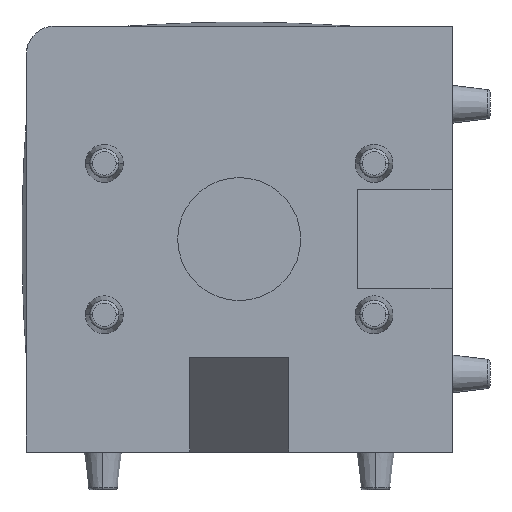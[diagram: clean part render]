
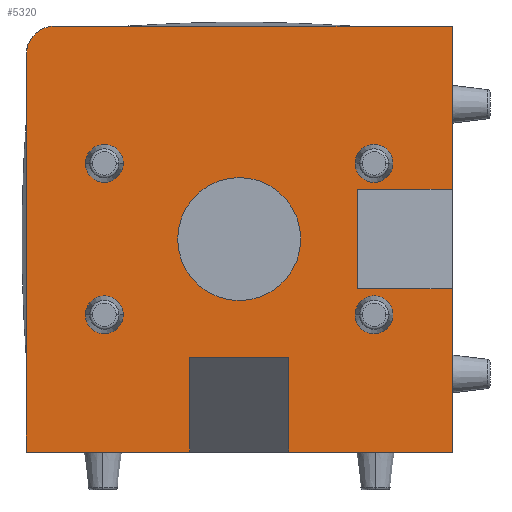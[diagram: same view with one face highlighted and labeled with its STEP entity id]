
A CAD part, front view. The second image highlights one B-rep face of the part: STEP entity #5320.
In plain terms, the highlighted face is planar.
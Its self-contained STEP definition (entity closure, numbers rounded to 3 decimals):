
#2798=DIRECTION('',(0.,0.,1.));
#2799=VECTOR('',#2798,10.);
#2800=CARTESIAN_POINT('',(22.5,5.25,-22.5));
#2801=LINE('',#2800,#2799);
#2819=CARTESIAN_POINT('',(22.5,-19.5,19.5));
#2820=DIRECTION('',(1.,0.,0.));
#2821=DIRECTION('',(0.,0.,1.));
#2822=AXIS2_PLACEMENT_3D('',#2819,#2820,#2821);
#2827=DIRECTION('',(0.,-1.,0.));
#2828=VECTOR('',#2827,42.);
#2829=CARTESIAN_POINT('',(22.5,22.5,22.5));
#2830=LINE('',#2829,#2828);
#2834=DIRECTION('',(0.,0.,1.));
#2835=VECTOR('',#2834,17.25);
#2836=CARTESIAN_POINT('',(22.5,22.5,5.25));
#2837=LINE('',#2836,#2835);
#2841=DIRECTION('',(0.,-1.,0.));
#2842=VECTOR('',#2841,10.);
#2843=CARTESIAN_POINT('',(22.5,22.5,-5.25));
#2844=LINE('',#2843,#2842);
#2848=DIRECTION('',(0.,0.,1.));
#2849=VECTOR('',#2848,17.25);
#2850=CARTESIAN_POINT('',(22.5,22.5,-22.5));
#2851=LINE('',#2850,#2849);
#2855=DIRECTION('',(0.,0.,1.));
#2856=VECTOR('',#2855,10.);
#2857=CARTESIAN_POINT('',(22.5,-5.25,-22.5));
#2858=LINE('',#2857,#2856);
#2862=CARTESIAN_POINT('',(22.5,14.25,-8.));
#2863=DIRECTION('',(-1.,0.,0.));
#2864=DIRECTION('',(0.,-1.,0.));
#2865=AXIS2_PLACEMENT_3D('',#2862,#2863,#2864);
#2870=CARTESIAN_POINT('',(22.5,14.25,-8.));
#2871=DIRECTION('',(-1.,0.,0.));
#2872=DIRECTION('',(0.,1.,0.));
#2873=AXIS2_PLACEMENT_3D('',#2870,#2871,#2872);
#2878=CARTESIAN_POINT('',(22.5,-14.25,8.));
#2879=DIRECTION('',(-1.,0.,0.));
#2880=DIRECTION('',(0.,-1.,0.));
#2881=AXIS2_PLACEMENT_3D('',#2878,#2879,#2880);
#2886=CARTESIAN_POINT('',(22.5,-14.25,8.));
#2887=DIRECTION('',(-1.,0.,0.));
#2888=DIRECTION('',(0.,1.,0.));
#2889=AXIS2_PLACEMENT_3D('',#2886,#2887,#2888);
#2894=CARTESIAN_POINT('',(22.5,0.,0.));
#2895=DIRECTION('',(-1.,0.,0.));
#2896=DIRECTION('',(0.,0.,1.));
#2897=AXIS2_PLACEMENT_3D('',#2894,#2895,#2896);
#2902=CARTESIAN_POINT('',(22.5,0.,0.));
#2903=DIRECTION('',(-1.,0.,0.));
#2904=DIRECTION('',(0.,0.,-1.));
#2905=AXIS2_PLACEMENT_3D('',#2902,#2903,#2904);
#2910=CARTESIAN_POINT('',(22.5,14.25,8.));
#2911=DIRECTION('',(-1.,0.,0.));
#2912=DIRECTION('',(0.,-1.,0.));
#2913=AXIS2_PLACEMENT_3D('',#2910,#2911,#2912);
#2918=CARTESIAN_POINT('',(22.5,14.25,8.));
#2919=DIRECTION('',(-1.,0.,0.));
#2920=DIRECTION('',(0.,1.,0.));
#2921=AXIS2_PLACEMENT_3D('',#2918,#2919,#2920);
#2926=CARTESIAN_POINT('',(22.5,-14.25,-8.));
#2927=DIRECTION('',(-1.,0.,0.));
#2928=DIRECTION('',(0.,-1.,0.));
#2929=AXIS2_PLACEMENT_3D('',#2926,#2927,#2928);
#2934=CARTESIAN_POINT('',(22.5,-14.25,-8.));
#2935=DIRECTION('',(-1.,0.,0.));
#2936=DIRECTION('',(0.,1.,0.));
#2937=AXIS2_PLACEMENT_3D('',#2934,#2935,#2936);
#2949=DIRECTION('',(0.,-1.,0.));
#2950=VECTOR('',#2949,17.25);
#2951=CARTESIAN_POINT('',(22.5,22.5,-22.5));
#2952=LINE('',#2951,#2950);
#2999=DIRECTION('',(0.,-1.,0.));
#3000=VECTOR('',#2999,17.25);
#3001=CARTESIAN_POINT('',(22.5,-5.25,-22.5));
#3002=LINE('',#3001,#3000);
#3093=DIRECTION('',(0.,-1.,0.));
#3094=VECTOR('',#3093,10.5);
#3095=CARTESIAN_POINT('',(22.5,5.25,-12.5));
#3096=LINE('',#3095,#3094);
#3237=DIRECTION('',(0.,0.,-1.));
#3238=VECTOR('',#3237,10.5);
#3239=CARTESIAN_POINT('',(22.5,12.5,5.25));
#3240=LINE('',#3239,#3238);
#3258=DIRECTION('',(0.,-1.,0.));
#3259=VECTOR('',#3258,10.);
#3260=CARTESIAN_POINT('',(22.5,22.5,5.25));
#3261=LINE('',#3260,#3259);
#3340=DIRECTION('',(0.,0.,1.));
#3341=VECTOR('',#3340,42.);
#3342=CARTESIAN_POINT('',(22.5,-22.5,-22.5));
#3343=LINE('',#3342,#3341);
#4922=CARTESIAN_POINT('',(22.5,12.5,5.25));
#4924=VERTEX_POINT('',#4922);
#4927=CARTESIAN_POINT('',(22.5,-5.25,-12.5));
#4929=VERTEX_POINT('',#4927);
#4934=CARTESIAN_POINT('',(22.5,0.,6.5));
#4935=VERTEX_POINT('',#4934);
#4944=CARTESIAN_POINT('',(22.5,0.,-6.5));
#4945=VERTEX_POINT('',#4944);
#4999=CARTESIAN_POINT('',(22.5,22.5,-22.5));
#5000=CARTESIAN_POINT('',(22.5,5.25,-22.5));
#5001=VERTEX_POINT('',#4999);
#5002=VERTEX_POINT('',#5000);
#5022=CARTESIAN_POINT('',(22.5,-22.5,-22.5));
#5024=VERTEX_POINT('',#5022);
#5026=CARTESIAN_POINT('',(22.5,-5.25,-22.5));
#5027=VERTEX_POINT('',#5026);
#5038=CARTESIAN_POINT('',(22.5,22.5,-5.25));
#5039=VERTEX_POINT('',#5038);
#5048=CARTESIAN_POINT('',(22.5,22.5,22.5));
#5049=VERTEX_POINT('',#5048);
#5072=CARTESIAN_POINT('',(22.5,5.25,-12.5));
#5073=VERTEX_POINT('',#5072);
#5074=CARTESIAN_POINT('',(22.5,12.5,-5.25));
#5075=VERTEX_POINT('',#5074);
#5076=CARTESIAN_POINT('',(22.5,22.5,5.25));
#5077=VERTEX_POINT('',#5076);
#5078=CARTESIAN_POINT('',(22.5,12.25,-8.));
#5079=CARTESIAN_POINT('',(22.5,16.25,-8.));
#5080=VERTEX_POINT('',#5078);
#5081=VERTEX_POINT('',#5079);
#5082=CARTESIAN_POINT('',(22.5,-16.25,8.));
#5083=CARTESIAN_POINT('',(22.5,-12.25,8.));
#5084=VERTEX_POINT('',#5082);
#5085=VERTEX_POINT('',#5083);
#5086=CARTESIAN_POINT('',(22.5,-19.5,22.5));
#5087=CARTESIAN_POINT('',(22.5,-22.5,19.5));
#5088=VERTEX_POINT('',#5086);
#5089=VERTEX_POINT('',#5087);
#5212=CARTESIAN_POINT('',(22.5,16.25,8.));
#5213=CARTESIAN_POINT('',(22.5,12.25,8.));
#5214=VERTEX_POINT('',#5212);
#5215=VERTEX_POINT('',#5213);
#5218=CARTESIAN_POINT('',(22.5,-12.25,-8.));
#5219=CARTESIAN_POINT('',(22.5,-16.25,-8.));
#5220=VERTEX_POINT('',#5218);
#5221=VERTEX_POINT('',#5219);
#5258=CARTESIAN_POINT('',(22.5,22.5,22.5));
#5259=DIRECTION('',(-1.,0.,0.));
#5260=DIRECTION('',(0.,-1.,0.));
#5261=AXIS2_PLACEMENT_3D('',#5258,#5259,#5260);
#5262=PLANE('',#5261);
#5264=ORIENTED_EDGE('',*,*,#5263,.T.);
#5266=ORIENTED_EDGE('',*,*,#5265,.T.);
#5268=ORIENTED_EDGE('',*,*,#5267,.F.);
#5270=ORIENTED_EDGE('',*,*,#5269,.F.);
#5272=ORIENTED_EDGE('',*,*,#5271,.F.);
#5274=ORIENTED_EDGE('',*,*,#5273,.T.);
#5276=ORIENTED_EDGE('',*,*,#5275,.T.);
#5278=ORIENTED_EDGE('',*,*,#5277,.F.);
#5280=ORIENTED_EDGE('',*,*,#5279,.F.);
#5282=ORIENTED_EDGE('',*,*,#5281,.T.);
#5283=ORIENTED_EDGE('',*,*,#5237,.T.);
#5285=ORIENTED_EDGE('',*,*,#5284,.T.);
#5287=ORIENTED_EDGE('',*,*,#5286,.F.);
#5288=EDGE_LOOP('',(#5264,#5266,#5268,#5270,#5272,#5274,#5276,#5278,#5280,#5282,
#5283,#5285,#5287));
#5289=FACE_OUTER_BOUND('',#5288,.F.);
#5291=ORIENTED_EDGE('',*,*,#5290,.F.);
#5293=ORIENTED_EDGE('',*,*,#5292,.F.);
#5294=EDGE_LOOP('',(#5291,#5293));
#5295=FACE_BOUND('',#5294,.F.);
#5297=ORIENTED_EDGE('',*,*,#5296,.F.);
#5299=ORIENTED_EDGE('',*,*,#5298,.F.);
#5300=EDGE_LOOP('',(#5297,#5299));
#5301=FACE_BOUND('',#5300,.F.);
#5303=ORIENTED_EDGE('',*,*,#5302,.F.);
#5305=ORIENTED_EDGE('',*,*,#5304,.F.);
#5306=EDGE_LOOP('',(#5303,#5305));
#5307=FACE_BOUND('',#5306,.F.);
#5309=ORIENTED_EDGE('',*,*,#5308,.F.);
#5311=ORIENTED_EDGE('',*,*,#5310,.F.);
#5312=EDGE_LOOP('',(#5309,#5311));
#5313=FACE_BOUND('',#5312,.F.);
#5315=ORIENTED_EDGE('',*,*,#5314,.F.);
#5317=ORIENTED_EDGE('',*,*,#5316,.F.);
#5318=EDGE_LOOP('',(#5315,#5317));
#5319=FACE_BOUND('',#5318,.F.);
#2823=CIRCLE('',#2822,3.);
#2866=CIRCLE('',#2865,2.);
#2874=CIRCLE('',#2873,2.);
#2882=CIRCLE('',#2881,2.);
#2890=CIRCLE('',#2889,2.);
#2898=CIRCLE('',#2897,6.5);
#2906=CIRCLE('',#2905,6.5);
#2914=CIRCLE('',#2913,2.);
#2922=CIRCLE('',#2921,2.);
#2930=CIRCLE('',#2929,2.);
#2938=CIRCLE('',#2937,2.);
#5237=EDGE_CURVE('',#5002,#5073,#2801,.T.);
#5263=EDGE_CURVE('',#5027,#5024,#3002,.T.);
#5265=EDGE_CURVE('',#5024,#5089,#3343,.T.);
#5267=EDGE_CURVE('',#5088,#5089,#2823,.T.);
#5269=EDGE_CURVE('',#5049,#5088,#2830,.T.);
#5271=EDGE_CURVE('',#5077,#5049,#2837,.T.);
#5273=EDGE_CURVE('',#5077,#4924,#3261,.T.);
#5275=EDGE_CURVE('',#4924,#5075,#3240,.T.);
#5277=EDGE_CURVE('',#5039,#5075,#2844,.T.);
#5279=EDGE_CURVE('',#5001,#5039,#2851,.T.);
#5281=EDGE_CURVE('',#5001,#5002,#2952,.T.);
#5284=EDGE_CURVE('',#5073,#4929,#3096,.T.);
#5286=EDGE_CURVE('',#5027,#4929,#2858,.T.);
#5290=EDGE_CURVE('',#5080,#5081,#2866,.T.);
#5292=EDGE_CURVE('',#5081,#5080,#2874,.T.);
#5296=EDGE_CURVE('',#5084,#5085,#2882,.T.);
#5298=EDGE_CURVE('',#5085,#5084,#2890,.T.);
#5302=EDGE_CURVE('',#4935,#4945,#2898,.T.);
#5304=EDGE_CURVE('',#4945,#4935,#2906,.T.);
#5308=EDGE_CURVE('',#5215,#5214,#2914,.T.);
#5310=EDGE_CURVE('',#5214,#5215,#2922,.T.);
#5314=EDGE_CURVE('',#5221,#5220,#2930,.T.);
#5316=EDGE_CURVE('',#5220,#5221,#2938,.T.);
#5320=ADVANCED_FACE('',(#5289,#5295,#5301,#5307,#5313,#5319),#5262,.F.);
